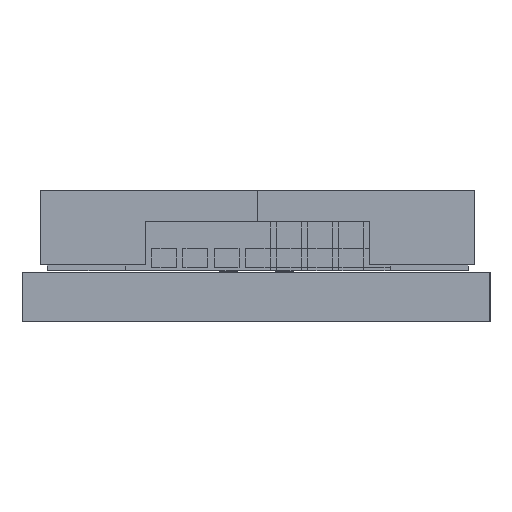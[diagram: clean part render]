
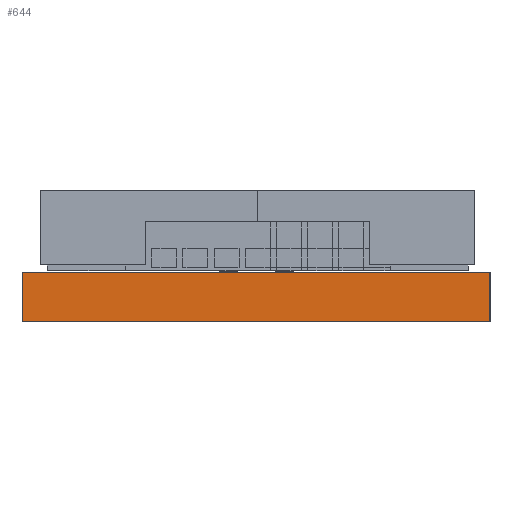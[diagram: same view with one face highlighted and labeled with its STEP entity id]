
A CAD part, left-side view. The second image highlights one B-rep face of the part: STEP entity #644.
In plain terms, the highlighted planar face has unit normal (-1, 0, 0).
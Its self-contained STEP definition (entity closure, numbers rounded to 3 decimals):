
#644=ADVANCED_FACE('',(#1366),#11895,.T.);
#1366=FACE_OUTER_BOUND('',#2088,.T.);
#2088=EDGE_LOOP('',(#3083,#3084,#3085,#3086));
#3083=ORIENTED_EDGE('',*,*,#7029,.T.);
#3084=ORIENTED_EDGE('',*,*,#6804,.T.);
#3085=ORIENTED_EDGE('',*,*,#7028,.F.);
#3086=ORIENTED_EDGE('',*,*,#6796,.F.);
#6796=EDGE_CURVE('',#10583,#10584,#8805,.T.);
#6804=EDGE_CURVE('',#10665,#10666,#8813,.T.);
#7028=EDGE_CURVE('',#10584,#10666,#9037,.T.);
#7029=EDGE_CURVE('',#10583,#10665,#9038,.T.);
#8805=B_SPLINE_CURVE_WITH_KNOTS('',1,(#13773,#13774),.UNSPECIFIED.,.F.,
 .F.,(2,2),(0.,15.),.UNSPECIFIED.);
#8813=B_SPLINE_CURVE_WITH_KNOTS('',1,(#13789,#13790),.UNSPECIFIED.,.F.,
 .F.,(2,2),(0.,15.),.UNSPECIFIED.);
#9037=B_SPLINE_CURVE_WITH_KNOTS('',1,(#14237,#14238),.UNSPECIFIED.,.F.,
 .F.,(2,2),(0.,1.58),.UNSPECIFIED.);
#9038=B_SPLINE_CURVE_WITH_KNOTS('',1,(#14239,#14240),.UNSPECIFIED.,.F.,
 .F.,(2,2),(0.,1.58),.UNSPECIFIED.);
#10583=VERTEX_POINT('',#13675);
#10584=VERTEX_POINT('',#13676);
#10665=VERTEX_POINT('',#13757);
#10666=VERTEX_POINT('',#13758);
#11895=PLANE('',#12471);
#12471=AXIS2_PLACEMENT_3D('',#13589,#13030,$);
#13030=DIRECTION('',(-1.,0.,0.));
#13589=CARTESIAN_POINT('',(197.06,-226.714,1.858));
#13675=CARTESIAN_POINT('',(197.06,-225.094,0.));
#13676=CARTESIAN_POINT('',(197.06,-210.094,0.));
#13757=CARTESIAN_POINT('',(197.06,-225.094,1.58));
#13758=CARTESIAN_POINT('',(197.06,-210.094,1.58));
#13773=CARTESIAN_POINT('',(197.06,-225.094,0.));
#13774=CARTESIAN_POINT('',(197.06,-210.094,0.));
#13789=CARTESIAN_POINT('',(197.06,-225.094,1.58));
#13790=CARTESIAN_POINT('',(197.06,-210.094,1.58));
#14237=CARTESIAN_POINT('',(197.06,-210.094,0.));
#14238=CARTESIAN_POINT('',(197.06,-210.094,1.58));
#14239=CARTESIAN_POINT('',(197.06,-225.094,0.));
#14240=CARTESIAN_POINT('',(197.06,-225.094,1.58));
